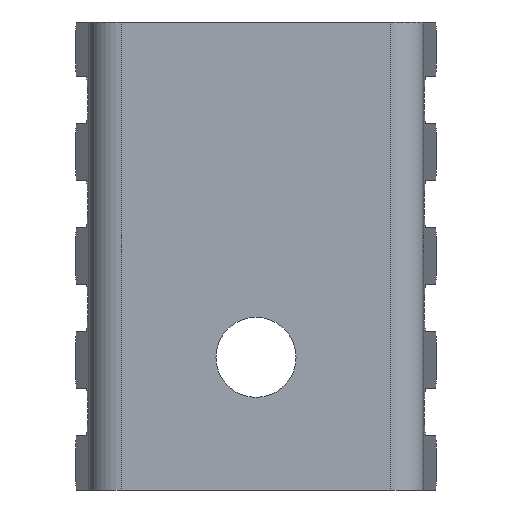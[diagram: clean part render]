
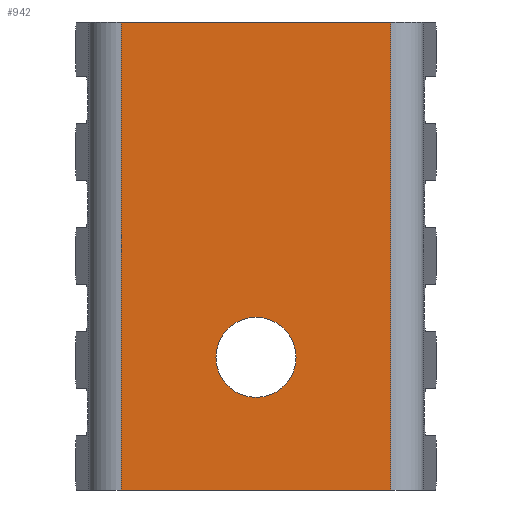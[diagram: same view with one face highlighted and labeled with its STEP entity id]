
A CAD part, front view. The second image highlights one B-rep face of the part: STEP entity #942.
In plain terms, the highlighted planar face has unit normal (0, -1, 0).
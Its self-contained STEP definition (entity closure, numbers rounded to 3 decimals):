
#8 = EDGE_CURVE ( 'NONE', #374, #159, #1023, .T. ) ;
#45 = FACE_BOUND ( 'NONE', #1491, .T. ) ;
#50 = LINE ( 'NONE', #1652, #337 ) ;
#55 = DIRECTION ( 'NONE',  ( 0., 1., 0. ) ) ;
#61 = DIRECTION ( 'NONE',  ( 0., 0., -1. ) ) ;
#83 = LINE ( 'NONE', #272, #2005 ) ;
#118 = VERTEX_POINT ( 'NONE', #1290 ) ;
#159 = VERTEX_POINT ( 'NONE', #910 ) ;
#188 = EDGE_CURVE ( 'NONE', #118, #780, #1983, .T. ) ;
#224 = DIRECTION ( 'NONE',  ( 1., 0., 0. ) ) ;
#268 = AXIS2_PLACEMENT_3D ( 'NONE', #530, #55, #1646 ) ;
#272 = CARTESIAN_POINT ( 'NONE',  ( 5.38, 0., 9.35 ) ) ;
#303 = VERTEX_POINT ( 'NONE', #983 ) ;
#337 = VECTOR ( 'NONE', #61, 1000. ) ;
#339 = ORIENTED_EDGE ( 'NONE', *, *, #1682, .F. ) ;
#374 = VERTEX_POINT ( 'NONE', #1308 ) ;
#377 = ORIENTED_EDGE ( 'NONE', *, *, #1205, .T. ) ;
#379 = PLANE ( 'NONE',  #268 ) ;
#382 = CARTESIAN_POINT ( 'NONE',  ( 0., 0., -4.05 ) ) ;
#422 = LINE ( 'NONE', #1838, #1865 ) ;
#454 = DIRECTION ( 'NONE',  ( 0., 0., 1. ) ) ;
#530 = CARTESIAN_POINT ( 'NONE',  ( -5.38, 0., 9.35 ) ) ;
#691 = EDGE_LOOP ( 'NONE', ( #1946, #339, #1964, #1120 ) ) ;
#715 = DIRECTION ( 'NONE',  ( 0., 1., 0. ) ) ;
#780 = VERTEX_POINT ( 'NONE', #1382 ) ;
#792 = CARTESIAN_POINT ( 'NONE',  ( -5.38, 0., -9.35 ) ) ;
#910 = CARTESIAN_POINT ( 'NONE',  ( 0., 0., -5.65 ) ) ;
#912 = FACE_OUTER_BOUND ( 'NONE', #691, .T. ) ;
#942 = ADVANCED_FACE ( 'NONE', ( #45, #912 ), #379, .F. ) ;
#972 = CARTESIAN_POINT ( 'NONE',  ( 0., 0., -4.05 ) ) ;
#983 = CARTESIAN_POINT ( 'NONE',  ( 5.38, 0., -9.35 ) ) ;
#1023 = CIRCLE ( 'NONE', #1246, 1.6 ) ;
#1120 = ORIENTED_EDGE ( 'NONE', *, *, #1176, .T. ) ;
#1128 = CARTESIAN_POINT ( 'NONE',  ( -5.38, 0., 9.35 ) ) ;
#1134 = VECTOR ( 'NONE', #1992, 1000. ) ;
#1149 = EDGE_CURVE ( 'NONE', #1668, #303, #422, .T. ) ;
#1176 = EDGE_CURVE ( 'NONE', #118, #1668, #50, .T. ) ;
#1205 = EDGE_CURVE ( 'NONE', #159, #374, #2124, .T. ) ;
#1246 = AXIS2_PLACEMENT_3D ( 'NONE', #382, #715, #1445 ) ;
#1290 = CARTESIAN_POINT ( 'NONE',  ( -5.38, 0., 9.35 ) ) ;
#1308 = CARTESIAN_POINT ( 'NONE',  ( 0., 0., -2.45 ) ) ;
#1382 = CARTESIAN_POINT ( 'NONE',  ( 5.38, 0., 9.35 ) ) ;
#1445 = DIRECTION ( 'NONE',  ( 0., 0., 1. ) ) ;
#1491 = EDGE_LOOP ( 'NONE', ( #2256, #377 ) ) ;
#1519 = AXIS2_PLACEMENT_3D ( 'NONE', #972, #2231, #454 ) ;
#1646 = DIRECTION ( 'NONE',  ( 0., 0., 1. ) ) ;
#1652 = CARTESIAN_POINT ( 'NONE',  ( -5.38, 0., 9.35 ) ) ;
#1668 = VERTEX_POINT ( 'NONE', #792 ) ;
#1682 = EDGE_CURVE ( 'NONE', #780, #303, #83, .T. ) ;
#1838 = CARTESIAN_POINT ( 'NONE',  ( -5.38, 0., -9.35 ) ) ;
#1865 = VECTOR ( 'NONE', #224, 1000. ) ;
#1946 = ORIENTED_EDGE ( 'NONE', *, *, #1149, .T. ) ;
#1964 = ORIENTED_EDGE ( 'NONE', *, *, #188, .F. ) ;
#1983 = LINE ( 'NONE', #1128, #1134 ) ;
#1992 = DIRECTION ( 'NONE',  ( 1., 0., 0. ) ) ;
#2005 = VECTOR ( 'NONE', #2040, 1000. ) ;
#2040 = DIRECTION ( 'NONE',  ( 0., 0., -1. ) ) ;
#2124 = CIRCLE ( 'NONE', #1519, 1.6 ) ;
#2231 = DIRECTION ( 'NONE',  ( 0., 1., 0. ) ) ;
#2256 = ORIENTED_EDGE ( 'NONE', *, *, #8, .T. ) ;
